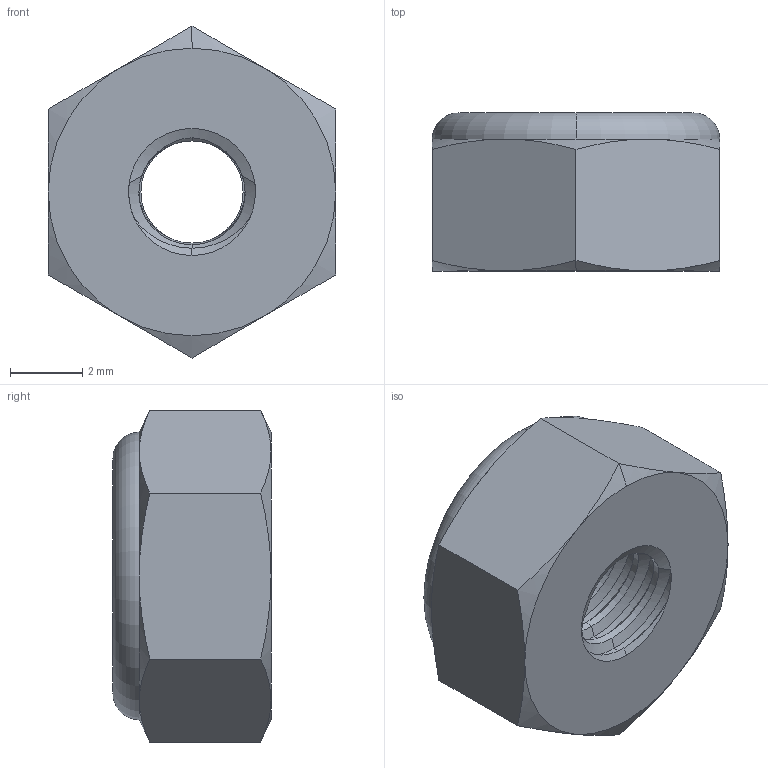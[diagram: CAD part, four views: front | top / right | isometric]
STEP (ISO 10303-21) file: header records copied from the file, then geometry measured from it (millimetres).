
FILE_DESCRIPTION (( 'STEP AP203' ), '1' );
FILE_NAME ('632142.STEP', '2015-05-08T18:56:40', ( 'Kyle' ), ( 'Microsoft' ), 'SwSTEP 2.0', 'SolidWorks 2014', '' );
FILE_SCHEMA (( 'CONFIG_CONTROL_DESIGN' ));
Length unit declared in the file: inch
Products named in the file (1): 632142
Bounding box: 7.94 x 4.37 x 9.17 mm (x, y, z)
Volume: 188.6 mm3; surface area: 402.3 mm2
Topology: 2 solids, 2 shells, 80 faces, 175 edges, 101 vertices
Faces by surface type: cone 38, cylinder 24, plane 12, torus 6
Entity records: 2763 total; most frequent: CARTESIAN_POINT 1021, ORIENTED_EDGE 350, DIRECTION 339, EDGE_CURVE 175, AXIS2_PLACEMENT_3D 147, VERTEX_POINT 101, EDGE_LOOP 86, FACE_OUTER_BOUND 80
